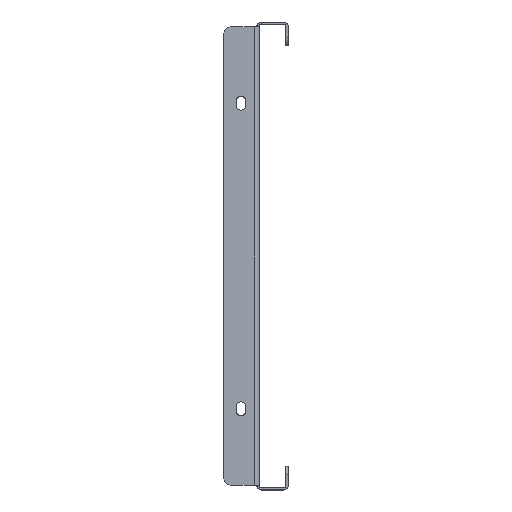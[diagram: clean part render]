
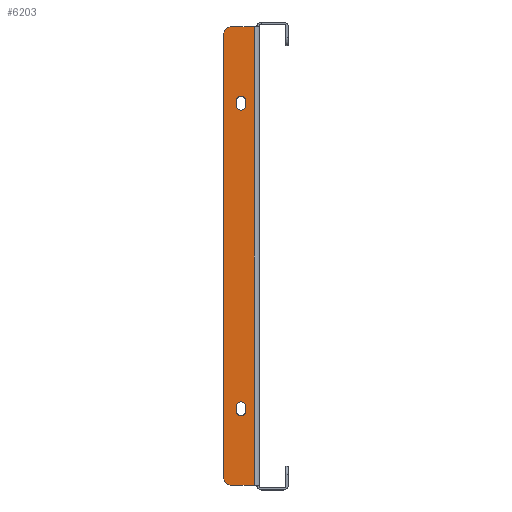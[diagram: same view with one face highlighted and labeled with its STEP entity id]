
A CAD part, left-side view. The second image highlights one B-rep face of the part: STEP entity #6203.
In plain terms, the highlighted planar face has unit normal (-1, 0, 0).
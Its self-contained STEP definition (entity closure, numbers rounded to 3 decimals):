
#5 = EDGE_CURVE ( 'NONE', #8049, #2341, #1551, .T. ) ;
#99 = CARTESIAN_POINT ( 'NONE',  ( -246., 1.5, -145.5 ) ) ;
#200 = CARTESIAN_POINT ( 'NONE',  ( -246., 21., -145.5 ) ) ;
#259 = ORIENTED_EDGE ( 'NONE', *, *, #5, .T. ) ;
#275 = AXIS2_PLACEMENT_3D ( 'NONE', #5240, #9184, #3841 ) ;
#403 = ORIENTED_EDGE ( 'NONE', *, *, #1128, .T. ) ;
#435 = ORIENTED_EDGE ( 'NONE', *, *, #1005, .F. ) ;
#440 = CARTESIAN_POINT ( 'NONE',  ( -246., 10., -95.25 ) ) ;
#532 = CARTESIAN_POINT ( 'NONE',  ( -246., 7.25, -95.25 ) ) ;
#639 = CARTESIAN_POINT ( 'NONE',  ( -246., 12.75, -95.25 ) ) ;
#744 = PLANE ( 'NONE',  #6732 ) ;
#1005 = EDGE_CURVE ( 'NONE', #8049, #3947, #5549, .T. ) ;
#1103 = VERTEX_POINT ( 'NONE', #3661 ) ;
#1128 = EDGE_CURVE ( 'NONE', #6416, #3947, #8133, .T. ) ;
#1135 = CARTESIAN_POINT ( 'NONE',  ( -246., 16., 145.5 ) ) ;
#1198 = CARTESIAN_POINT ( 'NONE',  ( -246., 16., -140.5 ) ) ;
#1234 = CARTESIAN_POINT ( 'NONE',  ( -246., 12.75, 95.25 ) ) ;
#1270 = EDGE_LOOP ( 'NONE', ( #435, #259, #6277, #3386, #8721, #403 ) ) ;
#1299 = AXIS2_PLACEMENT_3D ( 'NONE', #5342, #6248, #9334 ) ;
#1304 = CARTESIAN_POINT ( 'NONE',  ( -246., 21., 145.5 ) ) ;
#1330 = DIRECTION ( 'NONE',  ( 0., 0., 1. ) ) ;
#1463 = CIRCLE ( 'NONE', #4340, 2.75 ) ;
#1551 = CIRCLE ( 'NONE', #275, 5. ) ;
#1644 = VERTEX_POINT ( 'NONE', #2472 ) ;
#1763 = CARTESIAN_POINT ( 'NONE',  ( -246., 0., 145.5 ) ) ;
#1862 = EDGE_CURVE ( 'NONE', #4883, #4673, #2174, .T. ) ;
#1891 = EDGE_LOOP ( 'NONE', ( #8432, #3280, #3370, #6427 ) ) ;
#2010 = CARTESIAN_POINT ( 'NONE',  ( -246., 1.5, 0. ) ) ;
#2042 = CARTESIAN_POINT ( 'NONE',  ( -246., 7.25, -98.75 ) ) ;
#2113 = DIRECTION ( 'NONE',  ( 0., 0., 1. ) ) ;
#2160 = DIRECTION ( 'NONE',  ( -1., 0., 0. ) ) ;
#2174 = LINE ( 'NONE', #4424, #4439 ) ;
#2207 = FACE_BOUND ( 'NONE', #1891, .T. ) ;
#2268 = CIRCLE ( 'NONE', #5295, 5. ) ;
#2341 = VERTEX_POINT ( 'NONE', #2350 ) ;
#2350 = CARTESIAN_POINT ( 'NONE',  ( -246., 21., 140.5 ) ) ;
#2472 = CARTESIAN_POINT ( 'NONE',  ( -246., 12.75, 95.25 ) ) ;
#2493 = LINE ( 'NONE', #200, #6897 ) ;
#2753 = CARTESIAN_POINT ( 'NONE',  ( -246., 7.25, 95.25 ) ) ;
#2828 = DIRECTION ( 'NONE',  ( -1., 0., 0. ) ) ;
#2895 = CARTESIAN_POINT ( 'NONE',  ( -246., 1.5, 145.5 ) ) ;
#2970 = EDGE_CURVE ( 'NONE', #9460, #4575, #3587, .T. ) ;
#2984 = VECTOR ( 'NONE', #1330, 1000. ) ;
#3190 = EDGE_CURVE ( 'NONE', #1103, #2341, #5560, .T. ) ;
#3280 = ORIENTED_EDGE ( 'NONE', *, *, #2970, .F. ) ;
#3370 = ORIENTED_EDGE ( 'NONE', *, *, #4346, .F. ) ;
#3386 = ORIENTED_EDGE ( 'NONE', *, *, #7061, .T. ) ;
#3393 = VECTOR ( 'NONE', #2113, 1000. ) ;
#3479 = DIRECTION ( 'NONE',  ( 0., 0., 1. ) ) ;
#3494 = DIRECTION ( 'NONE',  ( -1., 0., 0. ) ) ;
#3587 = LINE ( 'NONE', #532, #2984 ) ;
#3613 = EDGE_CURVE ( 'NONE', #4575, #4883, #8386, .T. ) ;
#3619 = CIRCLE ( 'NONE', #7637, 2.75 ) ;
#3632 = EDGE_CURVE ( 'NONE', #4842, #1644, #3646, .T. ) ;
#3646 = LINE ( 'NONE', #1234, #4208 ) ;
#3661 = CARTESIAN_POINT ( 'NONE',  ( -246., 21., -140.5 ) ) ;
#3685 = VECTOR ( 'NONE', #7395, 1000. ) ;
#3797 = DIRECTION ( 'NONE',  ( -1., 0., 0. ) ) ;
#3841 = DIRECTION ( 'NONE',  ( 0., -1., 0. ) ) ;
#3947 = VERTEX_POINT ( 'NONE', #2895 ) ;
#3994 = EDGE_CURVE ( 'NONE', #4687, #8347, #4983, .T. ) ;
#4009 = VECTOR ( 'NONE', #4812, 1000. ) ;
#4202 = CARTESIAN_POINT ( 'NONE',  ( -246., 12.75, -98.75 ) ) ;
#4208 = VECTOR ( 'NONE', #6611, 1000. ) ;
#4257 = DIRECTION ( 'NONE',  ( 0., -1., 0. ) ) ;
#4270 = CARTESIAN_POINT ( 'NONE',  ( -246., 10., -98.75 ) ) ;
#4340 = AXIS2_PLACEMENT_3D ( 'NONE', #8381, #3797, #7009 ) ;
#4346 = EDGE_CURVE ( 'NONE', #4673, #9460, #3619, .T. ) ;
#4424 = CARTESIAN_POINT ( 'NONE',  ( -246., 12.75, -95.25 ) ) ;
#4439 = VECTOR ( 'NONE', #4476, 1000. ) ;
#4476 = DIRECTION ( 'NONE',  ( 0., 0., -1. ) ) ;
#4575 = VERTEX_POINT ( 'NONE', #6788 ) ;
#4673 = VERTEX_POINT ( 'NONE', #4202 ) ;
#4687 = VERTEX_POINT ( 'NONE', #2753 ) ;
#4812 = DIRECTION ( 'NONE',  ( 0., -1., 0. ) ) ;
#4842 = VERTEX_POINT ( 'NONE', #8272 ) ;
#4883 = VERTEX_POINT ( 'NONE', #639 ) ;
#4892 = ORIENTED_EDGE ( 'NONE', *, *, #3632, .F. ) ;
#4983 = LINE ( 'NONE', #8062, #9077 ) ;
#5040 = DIRECTION ( 'NONE',  ( 0., 1., 0. ) ) ;
#5240 = CARTESIAN_POINT ( 'NONE',  ( -246., 16., 140.5 ) ) ;
#5295 = AXIS2_PLACEMENT_3D ( 'NONE', #1198, #6356, #4257 ) ;
#5342 = CARTESIAN_POINT ( 'NONE',  ( -246., 10., 95.25 ) ) ;
#5549 = LINE ( 'NONE', #1763, #4009 ) ;
#5560 = LINE ( 'NONE', #1304, #3393 ) ;
#5942 = VERTEX_POINT ( 'NONE', #7081 ) ;
#6008 = FACE_BOUND ( 'NONE', #6509, .T. ) ;
#6197 = DIRECTION ( 'NONE',  ( 0., 1., 0. ) ) ;
#6203 = ADVANCED_FACE ( 'NONE', ( #6008, #2207, #7629 ), #744, .T. ) ;
#6248 = DIRECTION ( 'NONE',  ( -1., 0., 0. ) ) ;
#6277 = ORIENTED_EDGE ( 'NONE', *, *, #3190, .F. ) ;
#6356 = DIRECTION ( 'NONE',  ( -1., 0., 0. ) ) ;
#6416 = VERTEX_POINT ( 'NONE', #99 ) ;
#6424 = EDGE_CURVE ( 'NONE', #6416, #5942, #2493, .T. ) ;
#6427 = ORIENTED_EDGE ( 'NONE', *, *, #1862, .F. ) ;
#6509 = EDGE_LOOP ( 'NONE', ( #9739, #4892, #9546, #7870 ) ) ;
#6611 = DIRECTION ( 'NONE',  ( 0., 0., -1. ) ) ;
#6732 = AXIS2_PLACEMENT_3D ( 'NONE', #8289, #2160, #8430 ) ;
#6782 = AXIS2_PLACEMENT_3D ( 'NONE', #440, #3494, #5040 ) ;
#6788 = CARTESIAN_POINT ( 'NONE',  ( -246., 7.25, -95.25 ) ) ;
#6897 = VECTOR ( 'NONE', #6197, 1000. ) ;
#7009 = DIRECTION ( 'NONE',  ( 0., -1., 0. ) ) ;
#7061 = EDGE_CURVE ( 'NONE', #1103, #5942, #2268, .T. ) ;
#7081 = CARTESIAN_POINT ( 'NONE',  ( -246., 16., -145.5 ) ) ;
#7266 = EDGE_CURVE ( 'NONE', #8347, #4842, #1463, .T. ) ;
#7300 = EDGE_CURVE ( 'NONE', #1644, #4687, #9480, .T. ) ;
#7395 = DIRECTION ( 'NONE',  ( 0., 0., 1. ) ) ;
#7629 = FACE_OUTER_BOUND ( 'NONE', #1270, .T. ) ;
#7637 = AXIS2_PLACEMENT_3D ( 'NONE', #4270, #2828, #9550 ) ;
#7870 = ORIENTED_EDGE ( 'NONE', *, *, #3994, .F. ) ;
#8049 = VERTEX_POINT ( 'NONE', #1135 ) ;
#8062 = CARTESIAN_POINT ( 'NONE',  ( -246., 7.25, 95.25 ) ) ;
#8133 = LINE ( 'NONE', #2010, #3685 ) ;
#8272 = CARTESIAN_POINT ( 'NONE',  ( -246., 12.75, 98.75 ) ) ;
#8289 = CARTESIAN_POINT ( 'NONE',  ( -246., 0., 0. ) ) ;
#8347 = VERTEX_POINT ( 'NONE', #8710 ) ;
#8381 = CARTESIAN_POINT ( 'NONE',  ( -246., 10., 98.75 ) ) ;
#8386 = CIRCLE ( 'NONE', #6782, 2.75 ) ;
#8430 = DIRECTION ( 'NONE',  ( 0., -1., 0. ) ) ;
#8432 = ORIENTED_EDGE ( 'NONE', *, *, #3613, .F. ) ;
#8710 = CARTESIAN_POINT ( 'NONE',  ( -246., 7.25, 98.75 ) ) ;
#8721 = ORIENTED_EDGE ( 'NONE', *, *, #6424, .F. ) ;
#9077 = VECTOR ( 'NONE', #3479, 1000. ) ;
#9184 = DIRECTION ( 'NONE',  ( -1., 0., 0. ) ) ;
#9334 = DIRECTION ( 'NONE',  ( 0., -1., 0. ) ) ;
#9460 = VERTEX_POINT ( 'NONE', #2042 ) ;
#9480 = CIRCLE ( 'NONE', #1299, 2.75 ) ;
#9546 = ORIENTED_EDGE ( 'NONE', *, *, #7266, .F. ) ;
#9550 = DIRECTION ( 'NONE',  ( 0., 1., 0. ) ) ;
#9739 = ORIENTED_EDGE ( 'NONE', *, *, #7300, .F. ) ;
